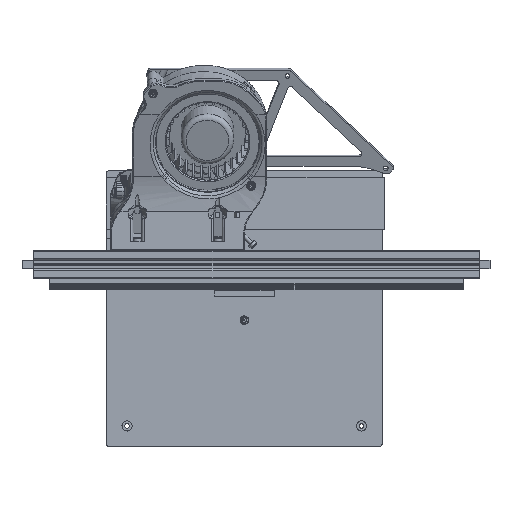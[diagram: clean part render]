
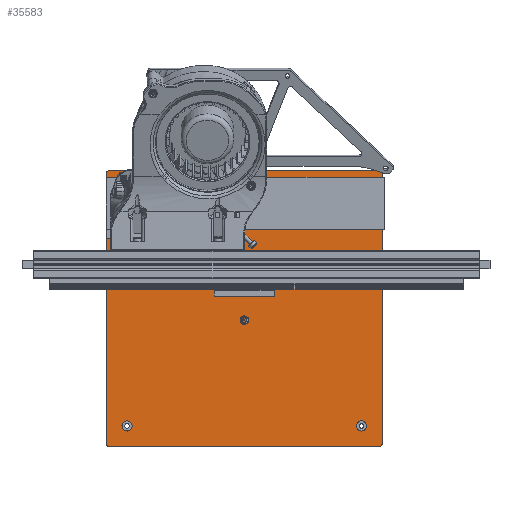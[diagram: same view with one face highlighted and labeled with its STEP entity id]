
A CAD part, top view. The second image highlights one B-rep face of the part: STEP entity #35583.
In plain terms, the highlighted planar face has unit normal (0, 0, 1).
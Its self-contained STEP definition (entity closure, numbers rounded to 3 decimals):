
#4892=LINE('',#121620,#7486);
#4895=LINE('',#121626,#7489);
#4896=LINE('',#121630,#7490);
#4897=LINE('',#121634,#7491);
#7486=VECTOR('',#45937,10.);
#7489=VECTOR('',#45942,10.);
#7490=VECTOR('',#45945,10.);
#7491=VECTOR('',#45948,10.);
#8313=FACE_BOUND('',#12305,.T.);
#8314=FACE_BOUND('',#12306,.T.);
#8315=FACE_BOUND('',#12307,.T.);
#8316=FACE_BOUND('',#12308,.T.);
#10158=FACE_OUTER_BOUND('',#12304,.T.);
#12304=EDGE_LOOP('',(#31974,#31975,#31976,#31977,#31978,#31979,#31980,#31981));
#12305=EDGE_LOOP('',(#31982));
#12306=EDGE_LOOP('',(#31983));
#12307=EDGE_LOOP('',(#31984));
#12308=EDGE_LOOP('',(#31985));
#13449=CIRCLE('',#38388,2.);
#13451=CIRCLE('',#38392,2.);
#13452=CIRCLE('',#38393,2.);
#13453=CIRCLE('',#38394,2.);
#13454=CIRCLE('',#38395,3.698);
#13455=CIRCLE('',#38396,3.698);
#13456=CIRCLE('',#38397,3.698);
#13457=CIRCLE('',#38398,3.699);
#16657=VERTEX_POINT('',#121610);
#16658=VERTEX_POINT('',#121611);
#16661=VERTEX_POINT('',#121619);
#16663=VERTEX_POINT('',#121625);
#16664=VERTEX_POINT('',#121627);
#16665=VERTEX_POINT('',#121629);
#16666=VERTEX_POINT('',#121631);
#16667=VERTEX_POINT('',#121633);
#16668=VERTEX_POINT('',#121636);
#16669=VERTEX_POINT('',#121638);
#16670=VERTEX_POINT('',#121640);
#16671=VERTEX_POINT('',#121642);
#21813=EDGE_CURVE('',#16657,#16658,#13449,.T.);
#21817=EDGE_CURVE('',#16661,#16658,#4892,.T.);
#21820=EDGE_CURVE('',#16657,#16663,#4895,.T.);
#21821=EDGE_CURVE('',#16664,#16663,#13451,.T.);
#21822=EDGE_CURVE('',#16664,#16665,#4896,.T.);
#21823=EDGE_CURVE('',#16666,#16665,#13452,.T.);
#21824=EDGE_CURVE('',#16666,#16667,#4897,.T.);
#21825=EDGE_CURVE('',#16661,#16667,#13453,.T.);
#21826=EDGE_CURVE('',#16668,#16668,#13454,.T.);
#21827=EDGE_CURVE('',#16669,#16669,#13455,.T.);
#21828=EDGE_CURVE('',#16670,#16670,#13456,.T.);
#21829=EDGE_CURVE('',#16671,#16671,#13457,.T.);
#31974=ORIENTED_EDGE('',*,*,#21813,.F.);
#31975=ORIENTED_EDGE('',*,*,#21820,.T.);
#31976=ORIENTED_EDGE('',*,*,#21821,.F.);
#31977=ORIENTED_EDGE('',*,*,#21822,.T.);
#31978=ORIENTED_EDGE('',*,*,#21823,.F.);
#31979=ORIENTED_EDGE('',*,*,#21824,.T.);
#31980=ORIENTED_EDGE('',*,*,#21825,.F.);
#31981=ORIENTED_EDGE('',*,*,#21817,.T.);
#31982=ORIENTED_EDGE('',*,*,#21826,.F.);
#31983=ORIENTED_EDGE('',*,*,#21827,.F.);
#31984=ORIENTED_EDGE('',*,*,#21828,.F.);
#31985=ORIENTED_EDGE('',*,*,#21829,.F.);
#33685=PLANE('',#38391);
#35583=ADVANCED_FACE('',(#10158,#8313,#8314,#8315,#8316),#33685,.T.);
#38388=AXIS2_PLACEMENT_3D('',#121612,#45929,#45930);
#38391=AXIS2_PLACEMENT_3D('',#121624,#45940,#45941);
#38392=AXIS2_PLACEMENT_3D('',#121628,#45943,#45944);
#38393=AXIS2_PLACEMENT_3D('',#121632,#45946,#45947);
#38394=AXIS2_PLACEMENT_3D('',#121635,#45949,#45950);
#38395=AXIS2_PLACEMENT_3D('',#121637,#45951,#45952);
#38396=AXIS2_PLACEMENT_3D('',#121639,#45953,#45954);
#38397=AXIS2_PLACEMENT_3D('',#121641,#45955,#45956);
#38398=AXIS2_PLACEMENT_3D('',#121643,#45957,#45958);
#45929=DIRECTION('center_axis',(0.,0.,
-1.));
#45930=DIRECTION('ref_axis',(0.707,0.707,0.));
#45937=DIRECTION('',(0.,1.,0.));
#45940=DIRECTION('center_axis',(0.,0.,
1.));
#45941=DIRECTION('ref_axis',(0.,-1.,0.));
#45942=DIRECTION('',(-1.,0.,0.));
#45943=DIRECTION('center_axis',(0.,0.,
-1.));
#45944=DIRECTION('ref_axis',(-0.707,0.707,0.));
#45945=DIRECTION('',(0.,-1.,0.));
#45946=DIRECTION('center_axis',(0.,0.,
-1.));
#45947=DIRECTION('ref_axis',(-0.707,-0.707,0.));
#45948=DIRECTION('',(1.,0.,0.));
#45949=DIRECTION('center_axis',(0.,0.,
-1.));
#45950=DIRECTION('ref_axis',(0.707,-0.707,0.));
#45951=DIRECTION('center_axis',(0.,0.,
1.));
#45952=DIRECTION('ref_axis',(0.,1.,0.));
#45953=DIRECTION('center_axis',(0.,0.,
1.));
#45954=DIRECTION('ref_axis',(0.,1.,0.));
#45955=DIRECTION('center_axis',(0.,0.,
1.));
#45956=DIRECTION('ref_axis',(0.,1.,0.));
#45957=DIRECTION('center_axis',(0.,0.,
1.));
#45958=DIRECTION('ref_axis',(0.,1.,0.));
#121610=CARTESIAN_POINT('',(123.602,357.149,67.59));
#121611=CARTESIAN_POINT('',(125.602,355.149,67.59));
#121612=CARTESIAN_POINT('Origin',(123.602,355.149,67.59));
#121619=CARTESIAN_POINT('',(125.602,159.149,67.59));
#121620=CARTESIAN_POINT('',(125.602,257.149,67.59));
#121624=CARTESIAN_POINT('Origin',(25.602,257.149,67.59));
#121625=CARTESIAN_POINT('',(-72.398,357.149,67.59));
#121626=CARTESIAN_POINT('',(25.602,357.149,67.59));
#121627=CARTESIAN_POINT('',(-74.398,355.149,67.59));
#121628=CARTESIAN_POINT('Origin',(-72.398,355.149,67.59));
#121629=CARTESIAN_POINT('',(-74.398,159.149,67.59));
#121630=CARTESIAN_POINT('',(-74.398,257.149,67.59));
#121631=CARTESIAN_POINT('',(-72.398,157.149,67.59));
#121632=CARTESIAN_POINT('Origin',(-72.398,159.149,67.59));
#121633=CARTESIAN_POINT('',(123.602,157.149,67.59));
#121634=CARTESIAN_POINT('',(25.602,157.149,67.59));
#121635=CARTESIAN_POINT('Origin',(123.602,159.149,67.59));
#121636=CARTESIAN_POINT('',(110.602,338.451,67.59));
#121637=CARTESIAN_POINT('Origin',(110.602,342.149,67.59));
#121638=CARTESIAN_POINT('',(110.602,168.451,67.59));
#121639=CARTESIAN_POINT('Origin',(110.602,172.149,67.59));
#121640=CARTESIAN_POINT('',(-59.398,168.451,67.59));
#121641=CARTESIAN_POINT('Origin',(-59.398,172.149,67.59));
#121642=CARTESIAN_POINT('',(-59.398,338.45,67.59));
#121643=CARTESIAN_POINT('Origin',(-59.398,342.149,67.59));
